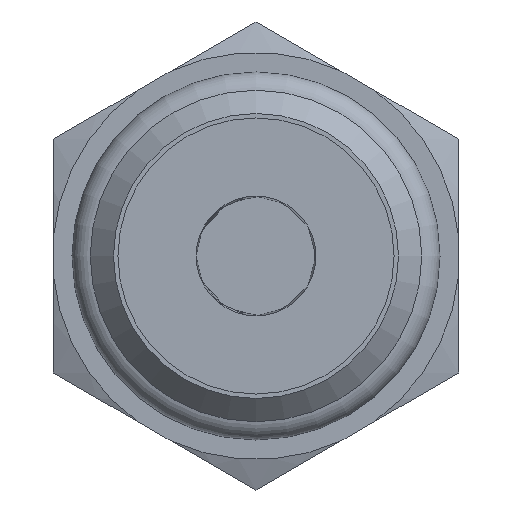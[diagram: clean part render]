
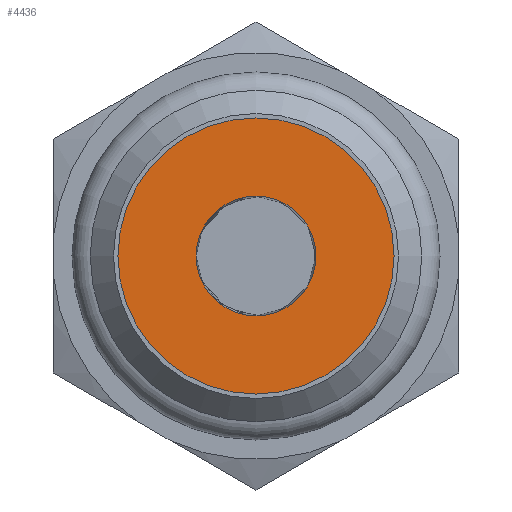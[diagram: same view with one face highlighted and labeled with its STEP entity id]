
A CAD part, left-side view. The second image highlights one B-rep face of the part: STEP entity #4436.
In plain terms, the highlighted planar face has unit normal (-1, 0, 0).
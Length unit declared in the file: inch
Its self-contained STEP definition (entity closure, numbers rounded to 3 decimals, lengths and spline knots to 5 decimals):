
#4313=CARTESIAN_POINT('',(-1.095,-0.1015,0.0));
#4314=VERTEX_POINT('',#4313);
#4315=CARTESIAN_POINT('',(-1.095,0.0,0.0));
#4316=DIRECTION('',(1.0,0.0,0.0));
#4317=DIRECTION('',(0.0,-1.0,0.0));
#4318=AXIS2_PLACEMENT_3D('',#4315,#4316,#4317);
#4319=CIRCLE('',#4318,0.1015);
#4320=EDGE_CURVE('',#4314,#4314,#4319,.T.);
#4413=CARTESIAN_POINT('',(-1.095,0.,0.234));
#4414=VERTEX_POINT('',#4413);
#4415=CARTESIAN_POINT('',(-1.095,0.,0.));
#4416=DIRECTION('',(1.0,0.0,0.0));
#4417=DIRECTION('',(0.0,0.0,-1.0));
#4418=AXIS2_PLACEMENT_3D('',#4415,#4416,#4417);
#4419=CIRCLE('',#4418,0.234);
#4420=EDGE_CURVE('',#4414,#4414,#4419,.T.);
#4425=CARTESIAN_POINT('',(-1.095,0.,0.));
#4426=DIRECTION('',(1.0,0.0,0.0));
#4427=DIRECTION('',(0.0,0.0,-1.0));
#4428=AXIS2_PLACEMENT_3D('',#4425,#4426,#4427);
#4429=PLANE('',#4428);
#4430=ORIENTED_EDGE('',*,*,#4420,.F.);
#4431=EDGE_LOOP('',(#4430));
#4432=FACE_OUTER_BOUND('',#4431,.T.);
#4433=ORIENTED_EDGE('',*,*,#4320,.T.);
#4434=EDGE_LOOP('',(#4433));
#4435=FACE_BOUND('',#4434,.T.);
#4436=ADVANCED_FACE('',(#4432,#4435),#4429,.F.);
